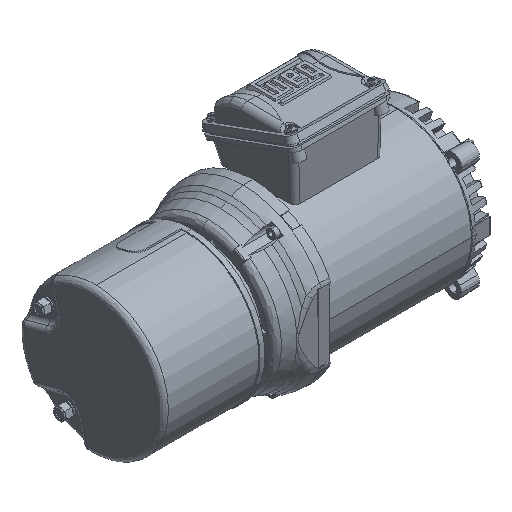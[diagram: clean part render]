
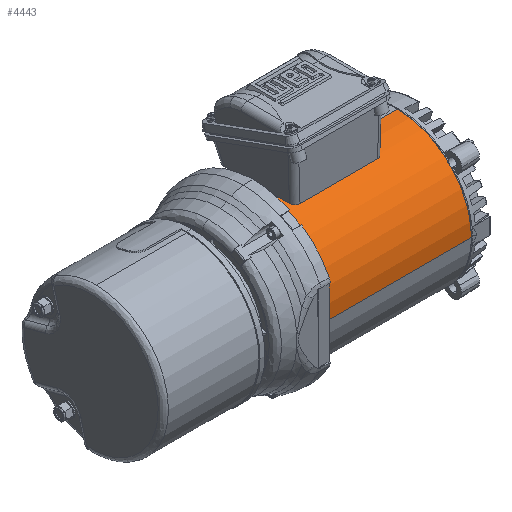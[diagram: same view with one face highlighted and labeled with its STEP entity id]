
A CAD part, isometric view. The second image highlights one B-rep face of the part: STEP entity #4443.
In plain terms, the highlighted cylindrical face has radius 71.875 mm (diameter 143.75 mm), a partial arc.
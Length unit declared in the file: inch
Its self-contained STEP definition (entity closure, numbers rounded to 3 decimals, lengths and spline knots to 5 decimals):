
#1316 = EDGE_CURVE ( 'NONE', #9098, #28983, #9892, .T. ) ;
#3277 = EDGE_CURVE ( 'NONE', #26326, #10917, #20128, .T. ) ;
#3460 = EDGE_CURVE ( 'NONE', #28983, #26326, #38473, .T. ) ;
#4420 = FACE_OUTER_BOUND ( 'NONE', #21754, .T. ) ;
#4443 = ADVANCED_FACE ( 'NONE', ( #4420 ), #21115, .T. ) ;
#5994 = AXIS2_PLACEMENT_3D ( 'NONE', #39769, #40586, #40185 ) ;
#9098 = VERTEX_POINT ( 'NONE', #18108 ) ;
#9892 = CIRCLE ( 'NONE', #15273, 2.82972 ) ;
#10454 = CARTESIAN_POINT ( 'NONE',  ( 18.38617, -2.82973, 0.00049 ) ) ;
#10917 = VERTEX_POINT ( 'NONE', #15989 ) ;
#11399 = CARTESIAN_POINT ( 'NONE',  ( -5.51181, 0., 2.82972 ) ) ;
#14146 = DIRECTION ( 'NONE',  ( 0., 0., 1. ) ) ;
#14460 = ORIENTED_EDGE ( 'NONE', *, *, #3277, .T. ) ;
#15273 = AXIS2_PLACEMENT_3D ( 'NONE', #35664, #16588, #19776 ) ;
#15989 = CARTESIAN_POINT ( 'NONE',  ( -5.51181, -2.82973, 0.00049 ) ) ;
#16588 = DIRECTION ( 'NONE',  ( -1., 0., 0. ) ) ;
#17730 = CARTESIAN_POINT ( 'NONE',  ( -5.51181, 0., 0. ) ) ;
#18108 = CARTESIAN_POINT ( 'NONE',  ( 0., -2.82973, 0.00049 ) ) ;
#19007 = DIRECTION ( 'NONE',  ( -1., 0., 0. ) ) ;
#19776 = DIRECTION ( 'NONE',  ( 0., 0., 1. ) ) ;
#20128 = CIRCLE ( 'NONE', #28920, 2.82972 ) ;
#21115 = CYLINDRICAL_SURFACE ( 'NONE', #5994, 2.82972 ) ;
#21754 = EDGE_LOOP ( 'NONE', ( #33692, #37254, #14460, #26423 ) ) ;
#23015 = EDGE_CURVE ( 'NONE', #10917, #9098, #26567, .T. ) ;
#26326 = VERTEX_POINT ( 'NONE', #11399 ) ;
#26423 = ORIENTED_EDGE ( 'NONE', *, *, #23015, .T. ) ;
#26567 = LINE ( 'NONE', #10454, #28453 ) ;
#26770 = DIRECTION ( 'NONE',  ( 1., 0., 0. ) ) ;
#28453 = VECTOR ( 'NONE', #26770, 39.37008 ) ;
#28920 = AXIS2_PLACEMENT_3D ( 'NONE', #17730, #33404, #14146 ) ;
#28983 = VERTEX_POINT ( 'NONE', #34753 ) ;
#32293 = VECTOR ( 'NONE', #19007, 39.37008 ) ;
#33404 = DIRECTION ( 'NONE',  ( 1., 0., 0. ) ) ;
#33692 = ORIENTED_EDGE ( 'NONE', *, *, #1316, .T. ) ;
#34753 = CARTESIAN_POINT ( 'NONE',  ( 0., 0., 2.82972 ) ) ;
#35099 = CARTESIAN_POINT ( 'NONE',  ( 18.38617, 0., 2.82972 ) ) ;
#35664 = CARTESIAN_POINT ( 'NONE',  ( 0., 0., 0. ) ) ;
#37254 = ORIENTED_EDGE ( 'NONE', *, *, #3460, .T. ) ;
#38473 = LINE ( 'NONE', #35099, #32293 ) ;
#39769 = CARTESIAN_POINT ( 'NONE',  ( 18.38617, 0., 0. ) ) ;
#40185 = DIRECTION ( 'NONE',  ( 0., 0., 1. ) ) ;
#40586 = DIRECTION ( 'NONE',  ( -1., 0., 0. ) ) ;
